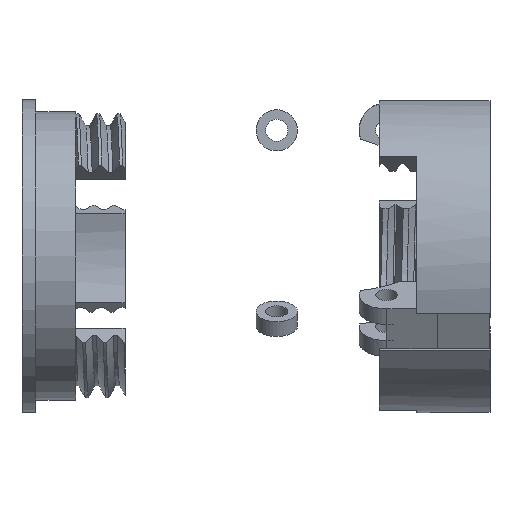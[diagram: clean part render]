
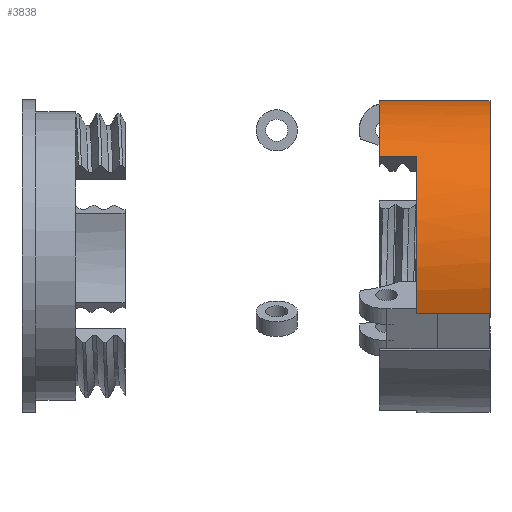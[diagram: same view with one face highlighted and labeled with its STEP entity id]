
A CAD part, left-side view. The second image highlights one B-rep face of the part: STEP entity #3838.
In plain terms, the highlighted cylindrical face has radius 22.8 mm (diameter 45.6 mm), a partial arc.
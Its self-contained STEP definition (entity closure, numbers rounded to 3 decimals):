
#441=LINE('',#7095,#725);
#444=LINE('',#7161,#728);
#449=LINE('',#7181,#733);
#725=VECTOR('',#4735,10.);
#728=VECTOR('',#4742,10.);
#733=VECTOR('',#4755,10.);
#866=CYLINDRICAL_SURFACE('',#4104,22.8);
#1045=FACE_OUTER_BOUND('',#1265,.T.);
#1265=EDGE_LOOP('',(#3163,#3164,#3165,#3166,#3167,#3168));
#1386=CIRCLE('',#4016,22.8);
#1417=CIRCLE('',#4086,22.8);
#1418=CIRCLE('',#4097,22.8);
#1588=VERTEX_POINT('',#6291);
#1589=VERTEX_POINT('',#6293);
#1725=VERTEX_POINT('',#7006);
#1726=VERTEX_POINT('',#7008);
#1745=VERTEX_POINT('',#7160);
#1748=VERTEX_POINT('',#7176);
#2027=EDGE_CURVE('',#1588,#1589,#1386,.T.);
#2213=EDGE_CURVE('',#1726,#1725,#1417,.T.);
#2231=EDGE_CURVE('',#1588,#1726,#441,.T.);
#2240=EDGE_CURVE('',#1745,#1589,#444,.T.);
#2245=EDGE_CURVE('',#1745,#1748,#1418,.T.);
#2248=EDGE_CURVE('',#1725,#1748,#449,.T.);
#3163=ORIENTED_EDGE('',*,*,#2231,.T.);
#3164=ORIENTED_EDGE('',*,*,#2213,.T.);
#3165=ORIENTED_EDGE('',*,*,#2248,.T.);
#3166=ORIENTED_EDGE('',*,*,#2245,.F.);
#3167=ORIENTED_EDGE('',*,*,#2240,.T.);
#3168=ORIENTED_EDGE('',*,*,#2027,.F.);
#3838=ADVANCED_FACE('',(#1045),#866,.T.);
#4016=AXIS2_PLACEMENT_3D('',#6294,#4460,#4461);
#4086=AXIS2_PLACEMENT_3D('',#7009,#4715,#4716);
#4097=AXIS2_PLACEMENT_3D('',#7177,#4749,#4750);
#4104=AXIS2_PLACEMENT_3D('',#7390,#4772,#4773);
#4460=DIRECTION('center_axis',(0.,-1.,0.));
#4461=DIRECTION('ref_axis',(1.,0.,0.));
#4715=DIRECTION('center_axis',(0.,-1.,0.));
#4716=DIRECTION('ref_axis',(1.,0.,0.));
#4735=DIRECTION('',(0.,1.,0.));
#4742=DIRECTION('',(0.,-1.,0.));
#4749=DIRECTION('center_axis',(0.,1.,0.));
#4750=DIRECTION('ref_axis',(1.,0.,0.));
#4755=DIRECTION('',(0.,-1.,0.));
#4772=DIRECTION('center_axis',(0.,-1.,0.));
#4773=DIRECTION('ref_axis',(-0.859,0.,0.512));
#6291=CARTESIAN_POINT('',(-2.779,-23.14,22.63));
#6293=CARTESIAN_POINT('',(-21.232,-23.14,-8.308));
#6294=CARTESIAN_POINT('Origin',(0.,-23.14,0.));
#7006=CARTESIAN_POINT('',(-17.631,-7.,14.457));
#7008=CARTESIAN_POINT('',(-2.779,-7.,22.63));
#7009=CARTESIAN_POINT('Origin',(0.,-7.,0.));
#7095=CARTESIAN_POINT('',(-2.779,-7.,22.63));
#7160=CARTESIAN_POINT('',(-21.232,-12.44,-8.308));
#7161=CARTESIAN_POINT('',(-21.232,-15.44,-8.308));
#7176=CARTESIAN_POINT('',(-17.631,-12.44,14.457));
#7177=CARTESIAN_POINT('Origin',(0.,-12.44,0.));
#7181=CARTESIAN_POINT('',(-17.631,-7.,14.457));
#7390=CARTESIAN_POINT('Origin',(0.,-7.,0.));
